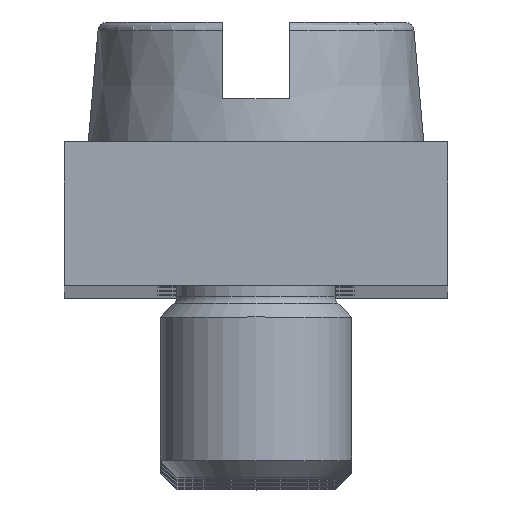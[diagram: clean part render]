
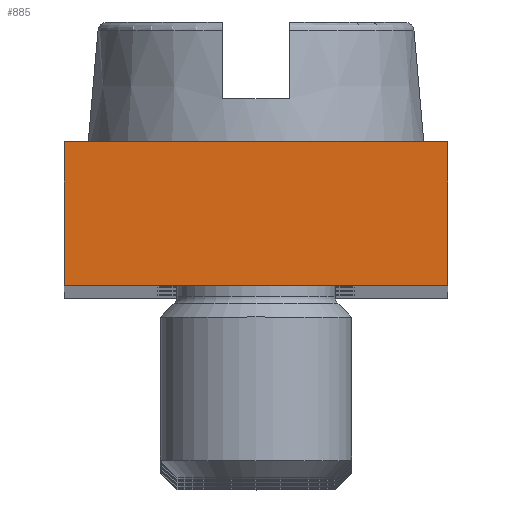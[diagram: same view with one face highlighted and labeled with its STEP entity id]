
A CAD part, top view. The second image highlights one B-rep face of the part: STEP entity #885.
In plain terms, the highlighted face is planar.
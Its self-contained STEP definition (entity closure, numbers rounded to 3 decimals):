
#136=DIRECTION('',(1.,0.,0.));
#137=VECTOR('',#136,8.);
#138=CARTESIAN_POINT('',(-4.,0.,-148.5));
#139=LINE('',#138,#137);
#252=DIRECTION('',(1.,0.,0.));
#253=VECTOR('',#252,8.);
#254=CARTESIAN_POINT('',(-4.,3.,-148.5));
#255=LINE('',#254,#253);
#332=DIRECTION('',(0.,1.,0.));
#333=VECTOR('',#332,3.);
#334=CARTESIAN_POINT('',(-4.,0.,-148.5));
#335=LINE('',#334,#333);
#348=DIRECTION('',(0.,1.,0.));
#349=VECTOR('',#348,3.);
#350=CARTESIAN_POINT('',(4.,0.,-148.5));
#351=LINE('',#350,#349);
#452=CARTESIAN_POINT('',(-4.,0.,-148.5));
#453=CARTESIAN_POINT('',(4.,0.,-148.5));
#454=VERTEX_POINT('',#452);
#455=VERTEX_POINT('',#453);
#456=CARTESIAN_POINT('',(-4.,3.,-148.5));
#457=CARTESIAN_POINT('',(4.,3.,-148.5));
#458=VERTEX_POINT('',#456);
#459=VERTEX_POINT('',#457);
#872=CARTESIAN_POINT('',(-4.,0.,-148.5));
#873=DIRECTION('',(0.,0.,1.));
#874=DIRECTION('',(1.,0.,0.));
#875=AXIS2_PLACEMENT_3D('',#872,#873,#874);
#876=PLANE('',#875);
#877=ORIENTED_EDGE('',*,*,#569,.F.);
#879=ORIENTED_EDGE('',*,*,#878,.F.);
#880=ORIENTED_EDGE('',*,*,#465,.T.);
#882=ORIENTED_EDGE('',*,*,#881,.T.);
#883=EDGE_LOOP('',(#877,#879,#880,#882));
#884=FACE_OUTER_BOUND('',#883,.F.);
#465=EDGE_CURVE('',#454,#455,#139,.T.);
#569=EDGE_CURVE('',#458,#459,#255,.T.);
#878=EDGE_CURVE('',#454,#458,#335,.T.);
#881=EDGE_CURVE('',#455,#459,#351,.T.);
#885=ADVANCED_FACE('',(#884),#876,.F.);
